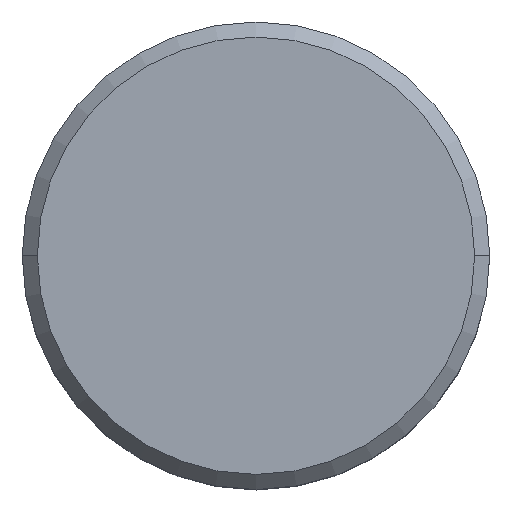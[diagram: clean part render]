
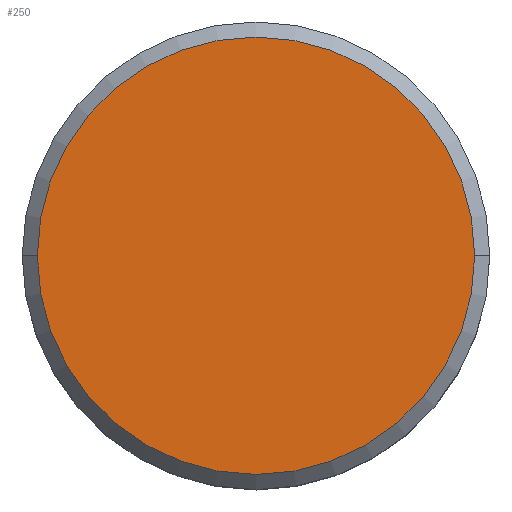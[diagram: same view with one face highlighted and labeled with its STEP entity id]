
A CAD part, top view. The second image highlights one B-rep face of the part: STEP entity #250.
In plain terms, the highlighted planar face has unit normal (0, 0, 1).
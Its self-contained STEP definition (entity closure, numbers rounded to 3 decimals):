
#172=CARTESIAN_POINT('',(-14.5,0.0,18.2));
#173=VERTEX_POINT('',#172);
#180=CARTESIAN_POINT('',(14.5,0.0,18.2));
#181=VERTEX_POINT('',#180);
#182=CARTESIAN_POINT('',(0.0,0.0,18.2));
#183=DIRECTION('',(0.0,0.0,-1.0));
#184=DIRECTION('',(-1.0,0.0,0.0));
#185=AXIS2_PLACEMENT_3D('',#182,#183,#184);
#186=CIRCLE('',#185,14.5);
#187=EDGE_CURVE('',#173,#181,#186,.T.);
#213=CARTESIAN_POINT('',(0.0,0.0,18.2));
#214=DIRECTION('',(0.0,0.0,-1.0));
#215=DIRECTION('',(-1.0,0.0,0.0));
#216=AXIS2_PLACEMENT_3D('',#213,#214,#215);
#217=CIRCLE('',#216,14.5);
#218=EDGE_CURVE('',#181,#173,#217,.T.);
#241=CARTESIAN_POINT('',(0.0,0.0,18.2));
#242=DIRECTION('',(0.0,0.0,1.0));
#243=DIRECTION('',(1.0,0.0,0.0));
#244=AXIS2_PLACEMENT_3D('',#241,#242,#243);
#245=PLANE('',#244);
#246=ORIENTED_EDGE('',*,*,#218,.F.);
#247=ORIENTED_EDGE('',*,*,#187,.F.);
#248=EDGE_LOOP('',(#246,#247));
#249=FACE_OUTER_BOUND('',#248,.T.);
#250=ADVANCED_FACE('',(#249),#245,.T.);
